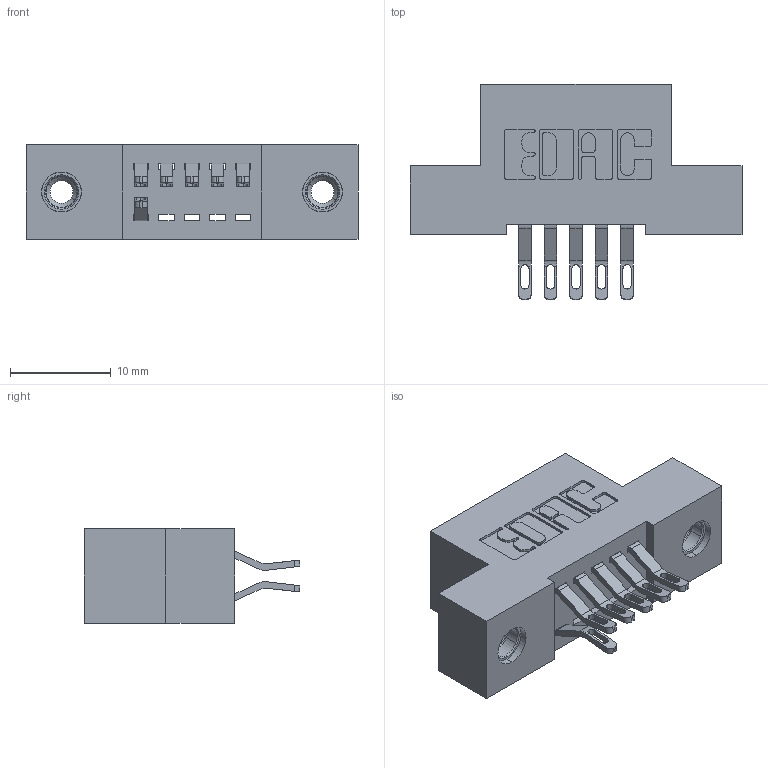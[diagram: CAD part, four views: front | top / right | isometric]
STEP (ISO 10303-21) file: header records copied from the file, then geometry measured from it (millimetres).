
FILE_DESCRIPTION (( 'STEP AP203' ), '1' );
FILE_NAME ('392-010-555-208.STEP', '2018-08-14T20:49:09', ( '' ), ( '' ), 'SwSTEP 2.0', 'SolidWorks 2016', '' );
FILE_SCHEMA (( 'CONFIG_CONTROL_DESIGN' ));
Length unit declared in the file: inch
Products named in the file (4): 345-250-001_345-250-003-102; 392-010-555-208; 342 Part_TI; 345-292-001_555 Tail
Assembly tree (9 placements, depth 2):
  392-010-555-208
    342 Part_TI
    345-292-001_555 Tail  x6
    345-250-001_345-250-003-102  x2
Bounding box: 33.02 x 21.47 x 9.4 mm (x, y, z)
Volume: 2766.7 mm3; surface area: 3461.2 mm2
Topology: 9 solids, 9 shells, 542 faces, 1617 edges, 1070 vertices
Faces by surface type: plane 326, cylinder 200, cone 12, torus 4
Entity records: 9254 total; most frequent: CARTESIAN_POINT 1611, ORIENTED_EDGE 1514, DIRECTION 1439, EDGE_CURVE 757, LINE 589, VECTOR 589, VERTEX_POINT 500, AXIS2_PLACEMENT_3D 425
